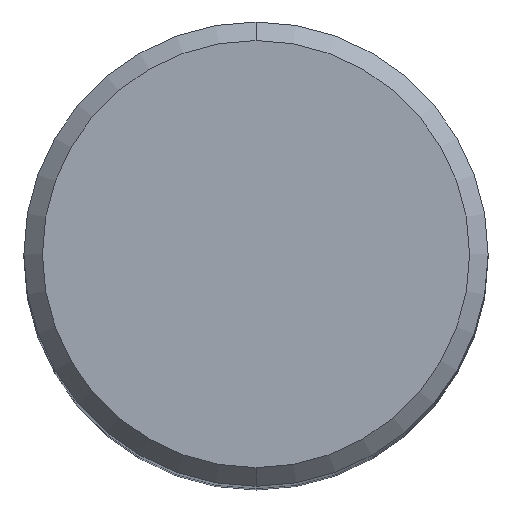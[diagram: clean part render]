
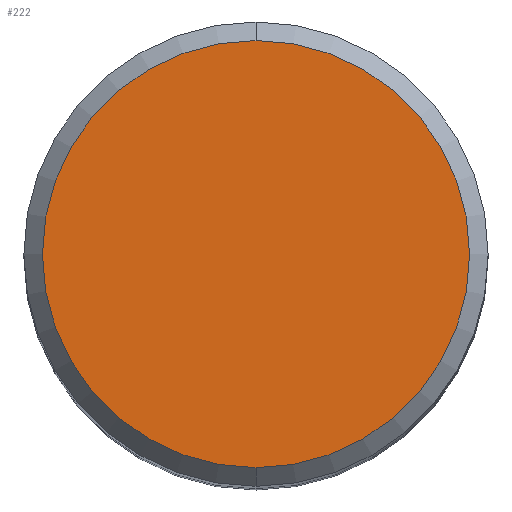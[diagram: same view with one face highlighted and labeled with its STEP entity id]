
A CAD part, top view. The second image highlights one B-rep face of the part: STEP entity #222.
In plain terms, the highlighted planar face has unit normal (0, 0, 1).
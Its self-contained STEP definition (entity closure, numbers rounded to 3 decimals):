
#202=VERTEX_POINT('',#471);
#212=EDGE_CURVE('',#216,#202,#481,.T.);
#216=VERTEX_POINT('',#485);
#222=ADVANCED_FACE('',(#491),#492,.T.);
#390=EDGE_CURVE('',#202,#216,#679,.T.);
#471=CARTESIAN_POINT('',(0.0,11.5,0.0));
#481=CIRCLE('',#846,11.5);
#485=CARTESIAN_POINT('',(0.,-11.5,0.0));
#491=FACE_OUTER_BOUND('',#904,.T.);
#492=PLANE('',#905);
#679=CIRCLE('',#1367,11.5);
#846=AXIS2_PLACEMENT_3D('',#1487,#1488,#1489);
#904=EDGE_LOOP('',(#1494,#1495));
#905=AXIS2_PLACEMENT_3D('',#1496,#1497,#1498);
#1367=AXIS2_PLACEMENT_3D('',#1717,#1718,#1719);
#1487=CARTESIAN_POINT('',(0.0,0.0,0.0));
#1488=DIRECTION('',(0.0,0.0,-1.0));
#1489=DIRECTION('',(0.0,1.0,0.0));
#1494=ORIENTED_EDGE('',*,*,#390,.F.);
#1495=ORIENTED_EDGE('',*,*,#212,.F.);
#1496=CARTESIAN_POINT('',(0.0,5.75,0.0));
#1497=DIRECTION('',(-0.0,0.0,1.0));
#1498=DIRECTION('',(0.0,-1.0,0.0));
#1717=CARTESIAN_POINT('',(0.0,0.0,0.0));
#1718=DIRECTION('',(0.0,0.0,-1.0));
#1719=DIRECTION('',(0.0,1.0,0.0));
